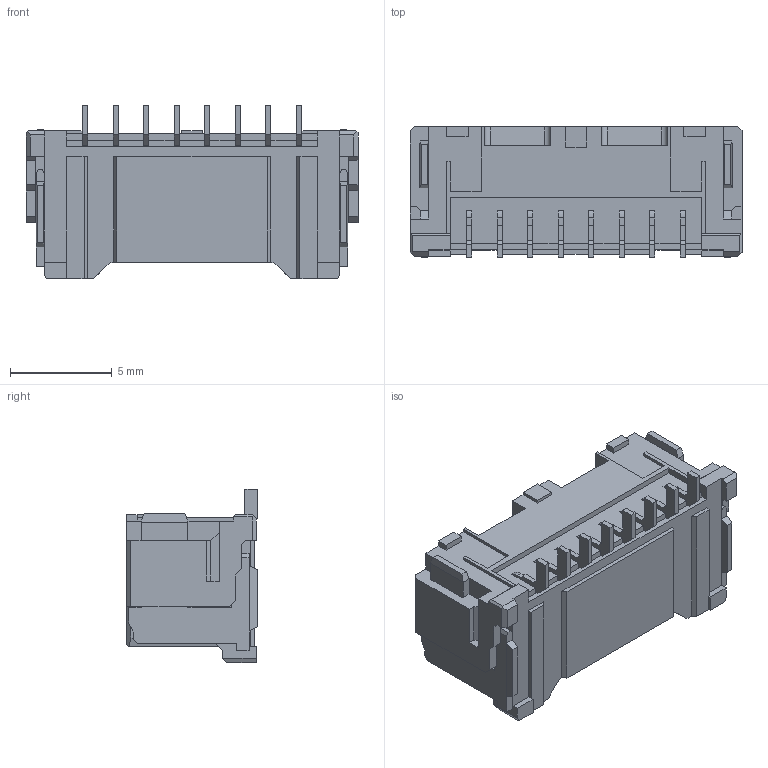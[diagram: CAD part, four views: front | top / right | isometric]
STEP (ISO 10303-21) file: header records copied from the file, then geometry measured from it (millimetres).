
FILE_DESCRIPTION((''),'2;1');
FILE_NAME('5025850870','2019-07-05T',('gga'),(''),'PRO/ENGINEER BY PARAMETRIC TECHNOLOGY CORPORATION, 2016010','PRO/ENGINEER BY PARAMETRIC TECHNOLOGY CORPORATION, 2016010','');
FILE_SCHEMA(('CONFIG_CONTROL_DESIGN'));
Length unit declared in the file: millimetre
Products named in the file (1): 5025850870
Bounding box: 16.3 x 6.4 x 8.5 mm (x, y, z)
Volume: 304.1 mm3; surface area: 861.2 mm2
Topology: 1 solids, 1 shells, 534 faces, 1603 edges, 1064 vertices
Faces by surface type: plane 484, cylinder 50
Entity records: 17697 total; most frequent: CARTESIAN_POINT 3239, ORIENTED_EDGE 3126, DIRECTION 2743, EDGE_CURVE 1563, VECTOR 1497, LINE 1497, VERTEX_POINT 1024, AXIS2_PLACEMENT_3D 623
